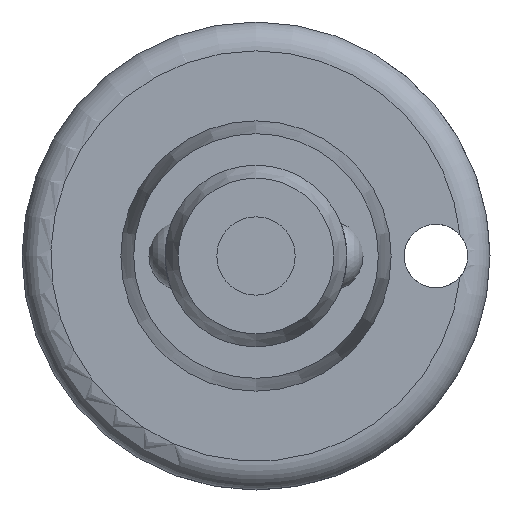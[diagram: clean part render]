
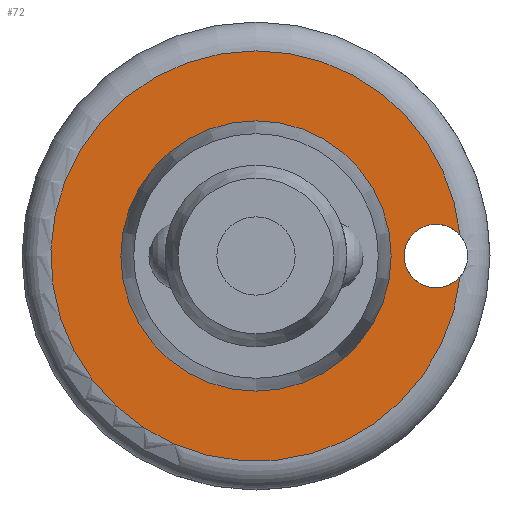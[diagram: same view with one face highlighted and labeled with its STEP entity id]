
A CAD part, front view. The second image highlights one B-rep face of the part: STEP entity #72.
In plain terms, the highlighted planar face has unit normal (0, -1, 0).
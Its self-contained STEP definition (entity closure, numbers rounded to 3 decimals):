
#72 = ADVANCED_FACE( '', ( #155, #156 ), #157, .F. );
#155 = FACE_OUTER_BOUND( '', #242, .T. );
#156 = FACE_BOUND( '', #243, .T. );
#157 = PLANE( '', #244 );
#242 = EDGE_LOOP( '', ( #356, #357 ) );
#243 = EDGE_LOOP( '', ( #358 ) );
#244 = AXIS2_PLACEMENT_3D( '', #359, #360, #361 );
#356 = ORIENTED_EDGE( '', *, *, #424, .F. );
#357 = ORIENTED_EDGE( '', *, *, #430, .T. );
#358 = ORIENTED_EDGE( '', *, *, #419, .T. );
#359 = CARTESIAN_POINT( '', ( -5.95, 15.8, 0. ) );
#360 = DIRECTION( '', ( 0., 1., 0. ) );
#361 = DIRECTION( '', ( 0., 0., 1. ) );
#419 = EDGE_CURVE( '', #475, #475, #476, .T. );
#424 = EDGE_CURVE( '', #481, #482, #484, .T. );
#430 = EDGE_CURVE( '', #481, #482, #491, .T. );
#475 = VERTEX_POINT( '', #654 );
#476 = CIRCLE( '', #655, 5.95 );
#481 = VERTEX_POINT( '', #660 );
#482 = VERTEX_POINT( '', #661 );
#484 = CIRCLE( '', #672, 9.03 );
#491 = CIRCLE( '', #679, 1.4 );
#654 = CARTESIAN_POINT( '', ( 0., 15.8, 5.95 ) );
#655 = AXIS2_PLACEMENT_3D( '', #721, #722, #723 );
#660 = CARTESIAN_POINT( '', ( 8.984, 15.8, -0.91 ) );
#661 = CARTESIAN_POINT( '', ( 8.984, 15.8, 0.91 ) );
#672 = AXIS2_PLACEMENT_3D( '', #727, #728, #729 );
#679 = AXIS2_PLACEMENT_3D( '', #736, #737, #738 );
#721 = CARTESIAN_POINT( '', ( 0., 15.8, 0. ) );
#722 = DIRECTION( '', ( 0., 1., 0. ) );
#723 = DIRECTION( '', ( 0., 0., 1. ) );
#727 = CARTESIAN_POINT( '', ( 0., 15.8, 0. ) );
#728 = DIRECTION( '', ( 0., 1., 0. ) );
#729 = DIRECTION( '', ( 0., 0., 1. ) );
#736 = CARTESIAN_POINT( '', ( 7.92, 15.8, 0. ) );
#737 = DIRECTION( '', ( 0., 1., 0. ) );
#738 = DIRECTION( '', ( 0., 0., 1. ) );
